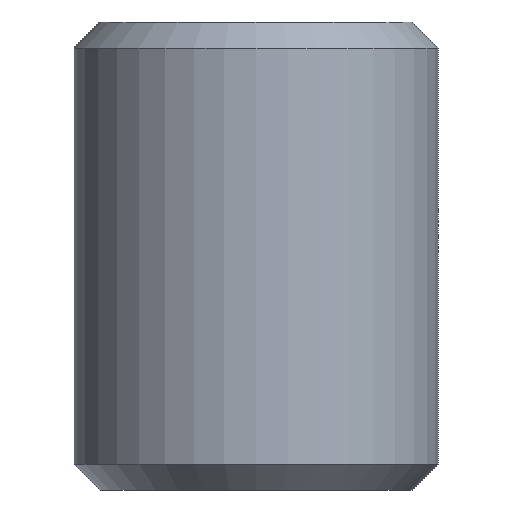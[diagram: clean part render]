
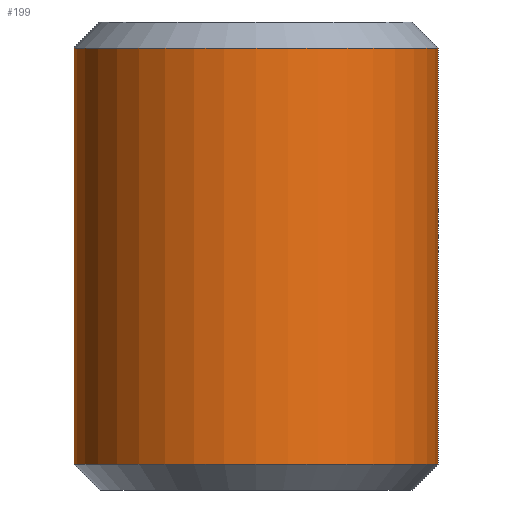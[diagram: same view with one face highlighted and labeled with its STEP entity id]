
A CAD part, front view. The second image highlights one B-rep face of the part: STEP entity #199.
In plain terms, the highlighted cylindrical face has radius 7 mm (diameter 14 mm), a full revolution.
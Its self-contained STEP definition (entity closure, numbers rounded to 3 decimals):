
#58=CYLINDRICAL_SURFACE($,#217,7.);
#61=FACE_BOUND($,#83,.T.);
#71=FACE_OUTER_BOUND($,#82,.T.);
#82=EDGE_LOOP($,(#150));
#83=EDGE_LOOP($,(#151));
#100=CIRCLE($,#215,7.);
#102=CIRCLE($,#218,7.);
#106=VERTEX_POINT($,#293);
#108=VERTEX_POINT($,#298);
#124=EDGE_CURVE($,#106,#106,#100,.T.);
#126=EDGE_CURVE($,#108,#108,#102,.T.);
#150=ORIENTED_EDGE($,*,*,#126,.F.);
#151=ORIENTED_EDGE($,*,*,#124,.F.);
#199=ADVANCED_FACE($,(#71,#61),#58,.T.);
#215=AXIS2_PLACEMENT_3D($,#294,#237,#238);
#217=AXIS2_PLACEMENT_3D($,#297,#241,#242);
#218=AXIS2_PLACEMENT_3D($,#299,#243,#244);
#237=DIRECTION('center_axis',(0.,0.,-1.));
#238=DIRECTION('ref_axis',(-1.,0.,0.));
#241=DIRECTION('center_axis',(0.,0.,1.));
#242=DIRECTION('ref_axis',(-1.,0.,0.));
#243=DIRECTION('center_axis',(0.,0.,1.));
#244=DIRECTION('ref_axis',(-1.,0.,0.));
#293=CARTESIAN_POINT('',(7.,0.,1.));
#294=CARTESIAN_POINT('Origin',(0.,0.,1.));
#297=CARTESIAN_POINT('Origin',(0.,0.,0.));
#298=CARTESIAN_POINT('',(7.,0.,17.));
#299=CARTESIAN_POINT('Origin',(0.,0.,17.));
